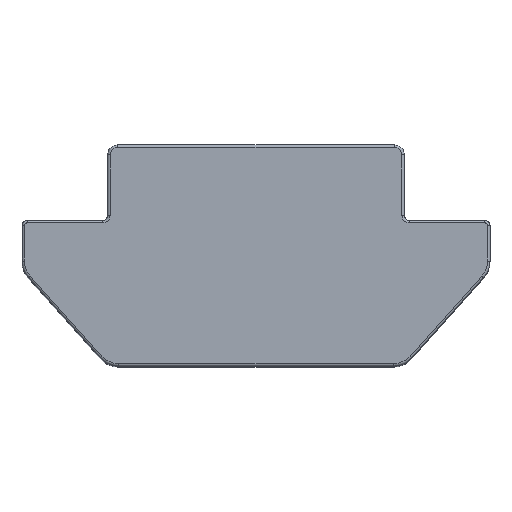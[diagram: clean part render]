
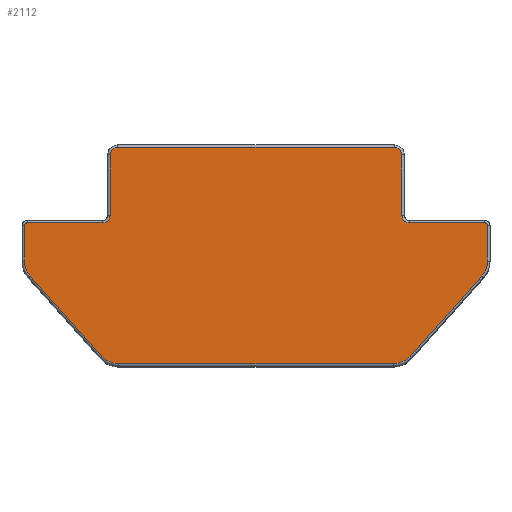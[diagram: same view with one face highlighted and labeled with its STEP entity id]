
A CAD part, top view. The second image highlights one B-rep face of the part: STEP entity #2112.
In plain terms, the highlighted planar face has unit normal (0, 0, 1).
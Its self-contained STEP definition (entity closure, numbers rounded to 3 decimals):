
#1192=CARTESIAN_POINT('',(0.05,4.2,10.0));
#1193=VERTEX_POINT('',#1192);
#1201=CARTESIAN_POINT('',(0.2,4.35,10.0));
#1202=VERTEX_POINT('',#1201);
#1203=CARTESIAN_POINT('',(0.2,4.2,10.0));
#1204=DIRECTION('',(0.0,0.0,-1.0));
#1205=DIRECTION('',(-0.707,0.707,0.0));
#1206=AXIS2_PLACEMENT_3D('',#1203,#1204,#1205);
#1207=CIRCLE('',#1206,0.15);
#1208=EDGE_CURVE('',#1193,#1202,#1207,.T.);
#1226=CARTESIAN_POINT('',(5.7,4.35,10.0));
#1227=VERTEX_POINT('',#1226);
#1237=CARTESIAN_POINT('',(0.2,4.35,10.0));
#1238=DIRECTION('',(1.0,0.0,0.0));
#1239=VECTOR('',#1238,5.5);
#1240=LINE('',#1237,#1239);
#1241=EDGE_CURVE('',#1202,#1227,#1240,.T.);
#1251=CARTESIAN_POINT('',(5.85,4.2,10.0));
#1252=VERTEX_POINT('',#1251);
#1262=CARTESIAN_POINT('',(5.7,4.2,10.0));
#1263=DIRECTION('',(0.0,0.0,-1.0));
#1264=DIRECTION('',(0.707,0.707,0.0));
#1265=AXIS2_PLACEMENT_3D('',#1262,#1263,#1264);
#1266=CIRCLE('',#1265,0.15);
#1267=EDGE_CURVE('',#1227,#1252,#1266,.T.);
#1277=CARTESIAN_POINT('',(5.85,3.0,10.0));
#1278=VERTEX_POINT('',#1277);
#1288=CARTESIAN_POINT('',(5.85,4.2,10.0));
#1289=DIRECTION('',(0.0,-1.0,0.0));
#1290=VECTOR('',#1289,1.2);
#1291=LINE('',#1288,#1290);
#1292=EDGE_CURVE('',#1252,#1278,#1291,.T.);
#1302=CARTESIAN_POINT('',(6.0,2.85,10.0));
#1303=VERTEX_POINT('',#1302);
#1313=CARTESIAN_POINT('',(6.0,3.0,10.0));
#1314=DIRECTION('',(0.0,0.0,1.0));
#1315=DIRECTION('',(-0.707,-0.707,0.0));
#1316=AXIS2_PLACEMENT_3D('',#1313,#1314,#1315);
#1317=CIRCLE('',#1316,0.15);
#1318=EDGE_CURVE('',#1278,#1303,#1317,.T.);
#1328=CARTESIAN_POINT('',(7.5,2.85,10.0));
#1329=VERTEX_POINT('',#1328);
#1339=CARTESIAN_POINT('',(6.0,2.85,10.0));
#1340=DIRECTION('',(1.0,0.0,0.0));
#1341=VECTOR('',#1340,1.5);
#1342=LINE('',#1339,#1341);
#1343=EDGE_CURVE('',#1303,#1329,#1342,.T.);
#1437=CARTESIAN_POINT('',(7.55,2.8,10.0));
#1438=VERTEX_POINT('',#1437);
#1448=CARTESIAN_POINT('',(7.5,2.8,10.0));
#1449=DIRECTION('',(0.0,0.0,-1.0));
#1450=DIRECTION('',(0.707,0.707,0.0));
#1451=AXIS2_PLACEMENT_3D('',#1448,#1449,#1450);
#1452=CIRCLE('',#1451,0.05);
#1453=EDGE_CURVE('',#1329,#1438,#1452,.T.);
#1463=CARTESIAN_POINT('',(7.55,2.091,10.0));
#1464=VERTEX_POINT('',#1463);
#1474=CARTESIAN_POINT('',(7.55,2.8,10.0));
#1475=DIRECTION('',(0.0,-1.0,0.0));
#1476=VECTOR('',#1475,0.709);
#1477=LINE('',#1474,#1476);
#1478=EDGE_CURVE('',#1438,#1464,#1477,.T.);
#1488=CARTESIAN_POINT('',(7.435,1.791,10.0));
#1489=VERTEX_POINT('',#1488);
#1499=CARTESIAN_POINT('',(7.1,2.091,10.0));
#1500=DIRECTION('',(0.0,0.0,-1.0));
#1501=DIRECTION('',(0.934,-0.357,0.0));
#1502=AXIS2_PLACEMENT_3D('',#1499,#1500,#1501);
#1503=CIRCLE('',#1502,0.45);
#1504=EDGE_CURVE('',#1464,#1489,#1503,.T.);
#1514=CARTESIAN_POINT('',(6.012,0.2,10.0));
#1515=VERTEX_POINT('',#1514);
#1532=CARTESIAN_POINT('',(7.435,1.791,10.0));
#1533=DIRECTION('',(-0.667,-0.745,0.0));
#1534=VECTOR('',#1533,2.135);
#1535=LINE('',#1532,#1534);
#1536=EDGE_CURVE('',#1489,#1515,#1535,.T.);
#1546=CARTESIAN_POINT('',(5.676,0.05,10.0));
#1547=VERTEX_POINT('',#1546);
#1565=CARTESIAN_POINT('',(5.676,0.5,10.0));
#1566=DIRECTION('',(0.0,0.0,-1.0));
#1567=DIRECTION('',(0.408,-0.913,0.0));
#1568=AXIS2_PLACEMENT_3D('',#1565,#1566,#1567);
#1569=CIRCLE('',#1568,0.45);
#1570=EDGE_CURVE('',#1515,#1547,#1569,.T.);
#1580=CARTESIAN_POINT('',(0.224,0.05,10.0));
#1581=VERTEX_POINT('',#1580);
#1598=CARTESIAN_POINT('',(5.676,0.05,10.0));
#1599=DIRECTION('',(-1.0,0.0,0.0));
#1600=VECTOR('',#1599,5.453);
#1601=LINE('',#1598,#1600);
#1602=EDGE_CURVE('',#1547,#1581,#1601,.T.);
#1612=CARTESIAN_POINT('',(-0.112,0.2,10.0));
#1613=VERTEX_POINT('',#1612);
#1631=CARTESIAN_POINT('',(0.224,0.5,10.0));
#1632=DIRECTION('',(0.0,0.0,-1.0));
#1633=DIRECTION('',(-0.408,-0.913,0.0));
#1634=AXIS2_PLACEMENT_3D('',#1631,#1632,#1633);
#1635=CIRCLE('',#1634,0.45);
#1636=EDGE_CURVE('',#1581,#1613,#1635,.T.);
#1646=CARTESIAN_POINT('',(-1.535,1.791,10.0));
#1647=VERTEX_POINT('',#1646);
#1664=CARTESIAN_POINT('',(-0.112,0.2,10.0));
#1665=DIRECTION('',(-0.667,0.745,0.0));
#1666=VECTOR('',#1665,2.135);
#1667=LINE('',#1664,#1666);
#1668=EDGE_CURVE('',#1613,#1647,#1667,.T.);
#1678=CARTESIAN_POINT('',(-1.65,2.091,10.0));
#1679=VERTEX_POINT('',#1678);
#1697=CARTESIAN_POINT('',(-1.2,2.091,10.0));
#1698=DIRECTION('',(0.0,0.0,-1.0));
#1699=DIRECTION('',(-0.934,-0.357,0.0));
#1700=AXIS2_PLACEMENT_3D('',#1697,#1698,#1699);
#1701=CIRCLE('',#1700,0.45);
#1702=EDGE_CURVE('',#1647,#1679,#1701,.T.);
#1712=CARTESIAN_POINT('',(-1.65,2.8,10.0));
#1713=VERTEX_POINT('',#1712);
#1730=CARTESIAN_POINT('',(-1.65,2.091,10.0));
#1731=DIRECTION('',(0.0,1.0,0.0));
#1732=VECTOR('',#1731,0.709);
#1733=LINE('',#1730,#1732);
#1734=EDGE_CURVE('',#1679,#1713,#1733,.T.);
#1828=CARTESIAN_POINT('',(-1.6,2.85,10.0));
#1829=VERTEX_POINT('',#1828);
#1847=CARTESIAN_POINT('',(-1.6,2.8,10.0));
#1848=DIRECTION('',(0.0,0.0,-1.0));
#1849=DIRECTION('',(-0.707,0.707,0.0));
#1850=AXIS2_PLACEMENT_3D('',#1847,#1848,#1849);
#1851=CIRCLE('',#1850,0.05);
#1852=EDGE_CURVE('',#1713,#1829,#1851,.T.);
#1862=CARTESIAN_POINT('',(-0.1,2.85,10.0));
#1863=VERTEX_POINT('',#1862);
#1880=CARTESIAN_POINT('',(-1.6,2.85,10.0));
#1881=DIRECTION('',(1.0,0.0,0.0));
#1882=VECTOR('',#1881,1.5);
#1883=LINE('',#1880,#1882);
#1884=EDGE_CURVE('',#1829,#1863,#1883,.T.);
#1894=CARTESIAN_POINT('',(0.05,3.,10.0));
#1895=VERTEX_POINT('',#1894);
#1911=CARTESIAN_POINT('',(-0.1,3.,10.0));
#1912=DIRECTION('',(0.0,0.0,1.0));
#1913=DIRECTION('',(0.707,-0.707,0.0));
#1914=AXIS2_PLACEMENT_3D('',#1911,#1912,#1913);
#1915=CIRCLE('',#1914,0.15);
#1916=EDGE_CURVE('',#1863,#1895,#1915,.T.);
#1927=CARTESIAN_POINT('',(0.05,3.0,10.0));
#1928=DIRECTION('',(0.0,1.0,0.0));
#1929=VECTOR('',#1928,1.2);
#1930=LINE('',#1927,#1929);
#1931=EDGE_CURVE('',#1895,#1193,#1930,.T.);
#2085=CARTESIAN_POINT('',(2.95,2.23,10.0));
#2086=DIRECTION('',(0.0,0.0,1.0));
#2087=DIRECTION('',(1.0,0.0,0.0));
#2088=AXIS2_PLACEMENT_3D('',#2085,#2086,#2087);
#2089=PLANE('',#2088);
#2090=ORIENTED_EDGE('',*,*,#1208,.F.);
#2091=ORIENTED_EDGE('',*,*,#1931,.F.);
#2092=ORIENTED_EDGE('',*,*,#1916,.F.);
#2093=ORIENTED_EDGE('',*,*,#1884,.F.);
#2094=ORIENTED_EDGE('',*,*,#1852,.F.);
#2095=ORIENTED_EDGE('',*,*,#1734,.F.);
#2096=ORIENTED_EDGE('',*,*,#1702,.F.);
#2097=ORIENTED_EDGE('',*,*,#1668,.F.);
#2098=ORIENTED_EDGE('',*,*,#1636,.F.);
#2099=ORIENTED_EDGE('',*,*,#1602,.F.);
#2100=ORIENTED_EDGE('',*,*,#1570,.F.);
#2101=ORIENTED_EDGE('',*,*,#1536,.F.);
#2102=ORIENTED_EDGE('',*,*,#1504,.F.);
#2103=ORIENTED_EDGE('',*,*,#1478,.F.);
#2104=ORIENTED_EDGE('',*,*,#1453,.F.);
#2105=ORIENTED_EDGE('',*,*,#1343,.F.);
#2106=ORIENTED_EDGE('',*,*,#1318,.F.);
#2107=ORIENTED_EDGE('',*,*,#1292,.F.);
#2108=ORIENTED_EDGE('',*,*,#1267,.F.);
#2109=ORIENTED_EDGE('',*,*,#1241,.F.);
#2110=EDGE_LOOP('',(#2090,#2091,#2092,#2093,#2094,#2095,#2096,#2097,#2098,#2099,#2100,#2101,#2102,#2103,#2104,#2105,#2106,#2107,#2108,#2109));
#2111=FACE_OUTER_BOUND('',#2110,.T.);
#2112=ADVANCED_FACE('',(#2111),#2089,.T.);
